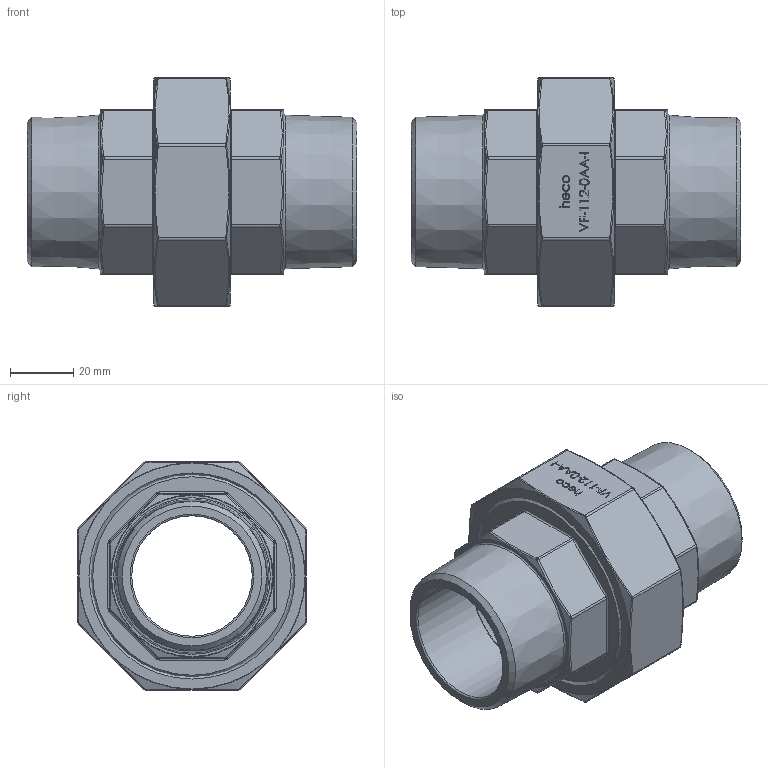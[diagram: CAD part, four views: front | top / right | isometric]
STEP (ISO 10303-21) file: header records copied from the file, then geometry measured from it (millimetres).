
FILE_DESCRIPTION (( 'STEP AP214' ), '1' );
FILE_NAME ('VF-112-0AA-I Verschraubung flach 2109.STEP', '2021-09-23T10:46:38', ( '' ), ( '' ), 'SwSTEP 2.0', 'SolidWorks 2019', '' );
FILE_SCHEMA (( 'AUTOMOTIVE_DESIGN' ));
Length unit declared in the file: millimetre
Products named in the file (1): VF-112-0AA-I Verschraubung flach 2109
Bounding box: 104 x 72 x 72 mm (x, y, z)
Volume: 121463.3 mm3; surface area: 52400.1 mm2
Topology: 4 solids, 4 shells, 368 faces, 880 edges, 547 vertices
Faces by surface type: plane 145, bspline 114, cylinder 53, torus 41, cone 15
Full cylindrical faces by diameter (mm): 38 x2, 44 x2, 48 x2, 50 x1, 58.5 x1, 59 x1, 62.5 x2, 62.84 x1, 65 x1
Entity records: 18557 total; most frequent: CARTESIAN_POINT 6971, ORIENTED_EDGE 1616, DIRECTION 1282, EDGE_CURVE 808, VERTEX_POINT 528, EDGE_LOOP 456, AXIS2_PLACEMENT_3D 447, FACE_OUTER_BOUND 406
